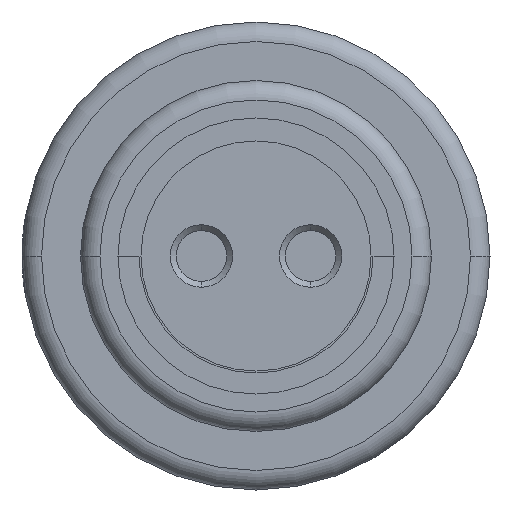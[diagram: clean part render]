
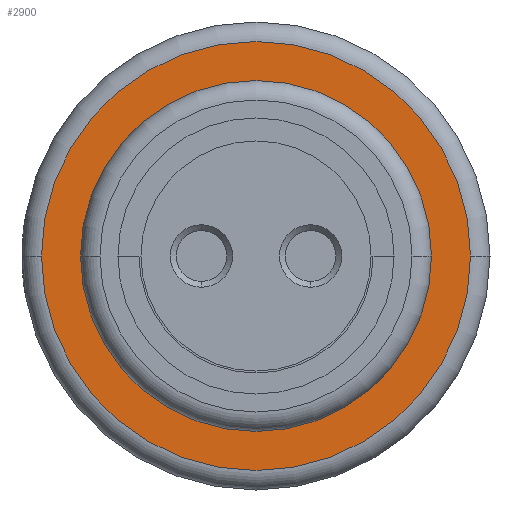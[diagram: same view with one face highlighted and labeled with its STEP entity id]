
A CAD part, left-side view. The second image highlights one B-rep face of the part: STEP entity #2900.
In plain terms, the highlighted planar face has unit normal (-1, 0, 0).
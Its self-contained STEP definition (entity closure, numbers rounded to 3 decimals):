
#975=CARTESIAN_POINT('',(-2.4,0.,0.));
#976=DIRECTION('',(-1.,0.,0.));
#977=DIRECTION('',(0.,-1.,0.));
#978=AXIS2_PLACEMENT_3D('',#975,#976,#977);
#983=CARTESIAN_POINT('',(-2.4,0.,0.));
#984=DIRECTION('',(-1.,0.,0.));
#985=DIRECTION('',(0.,1.,0.));
#986=AXIS2_PLACEMENT_3D('',#983,#984,#985);
#999=CARTESIAN_POINT('',(-2.4,0.,0.));
#1000=DIRECTION('',(1.,0.,0.));
#1001=DIRECTION('',(0.,1.,0.));
#1002=AXIS2_PLACEMENT_3D('',#999,#1000,#1001);
#1370=CARTESIAN_POINT('',(-2.4,0.,0.));
#1371=DIRECTION('',(-1.,0.,0.));
#1372=DIRECTION('',(0.,1.,0.));
#1373=AXIS2_PLACEMENT_3D('',#1370,#1371,#1372);
#1853=CARTESIAN_POINT('',(-2.4,4.5,0.));
#1854=CARTESIAN_POINT('',(-2.4,-4.5,0.));
#1855=VERTEX_POINT('',#1853);
#1856=VERTEX_POINT('',#1854);
#1965=CARTESIAN_POINT('',(-2.4,-5.5,0.));
#1966=CARTESIAN_POINT('',(-2.4,5.5,0.));
#1967=VERTEX_POINT('',#1965);
#1968=VERTEX_POINT('',#1966);
#2884=CARTESIAN_POINT('',(-2.4,0.,0.));
#2885=DIRECTION('',(1.,0.,0.));
#2886=DIRECTION('',(0.,-1.,0.));
#2887=AXIS2_PLACEMENT_3D('',#2884,#2885,#2886);
#2888=PLANE('',#2887);
#2890=ORIENTED_EDGE('',*,*,#2889,.F.);
#2891=ORIENTED_EDGE('',*,*,#2874,.F.);
#2892=EDGE_LOOP('',(#2890,#2891));
#2893=FACE_OUTER_BOUND('',#2892,.F.);
#2895=ORIENTED_EDGE('',*,*,#2894,.F.);
#2897=ORIENTED_EDGE('',*,*,#2896,.T.);
#2898=EDGE_LOOP('',(#2895,#2897));
#2899=FACE_BOUND('',#2898,.F.);
#979=CIRCLE('',#978,5.5);
#987=CIRCLE('',#986,5.5);
#1003=CIRCLE('',#1002,4.5);
#1374=CIRCLE('',#1373,4.5);
#2874=EDGE_CURVE('',#1968,#1967,#987,.T.);
#2889=EDGE_CURVE('',#1967,#1968,#979,.T.);
#2894=EDGE_CURVE('',#1855,#1856,#1003,.T.);
#2896=EDGE_CURVE('',#1855,#1856,#1374,.T.);
#2900=ADVANCED_FACE('',(#2893,#2899),#2888,.F.);
